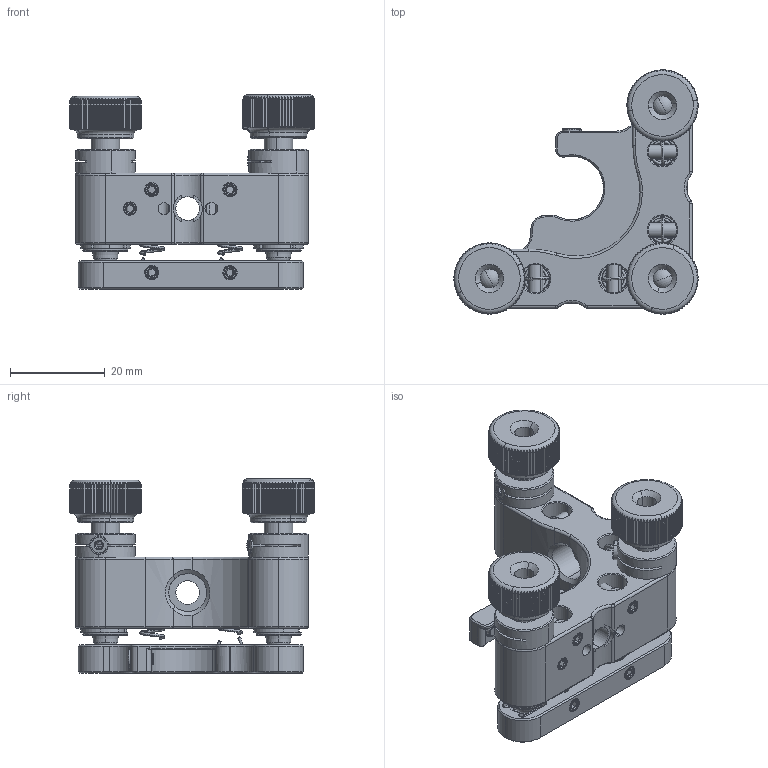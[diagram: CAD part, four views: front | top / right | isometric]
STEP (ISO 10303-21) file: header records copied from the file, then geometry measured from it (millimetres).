
FILE_DESCRIPTION (( 'STEP AP214' ), '1' );
FILE_NAME ('JC版，2.1.13.18，OMC-15L-3，15mmC型开口反射调整架，左手，3轴.STEP', '2025-02-06T07:53:16', ( '' ), ( '' ), 'SwSTEP 2.0', 'SolidWorks 2023', '' );
FILE_SCHEMA (( 'AUTOMOTIVE_DESIGN' ));
Length unit declared in the file: millimetre
Products named in the file (1): JC版，2.1.13.18，OMC-15L-3，15mmC型开口反射调整架，左手，3轴
Bounding box: 51.5 x 51.5 x 41 mm (x, y, z)
Surface area: 19236.5 mm2 (no closed solid volume)
Topology: 0 solids, 59 shells, 1340 faces, 3795 edges, 2488 vertices
Faces by surface type: plane 636, cylinder 423, cone 155, torus 102, bspline 18, sphere 6
Entity records: 55067 total; most frequent: CARTESIAN_POINT 21613, ORIENTED_EDGE 7094, DIRECTION 6689, EDGE_CURVE 3778, AXIS2_PLACEMENT_3D 2662, VERTEX_POINT 2479, EDGE_LOOP 1436, VECTOR 1365
